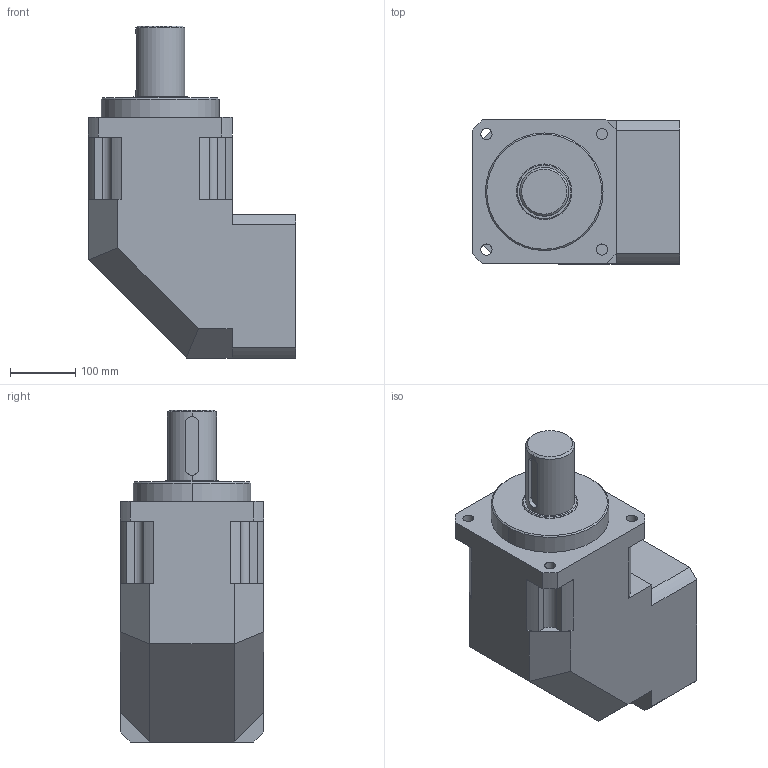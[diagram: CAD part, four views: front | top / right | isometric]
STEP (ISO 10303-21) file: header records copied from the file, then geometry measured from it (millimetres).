
FILE_DESCRIPTION (( 'STEP AP203' ), '1' );
FILE_NAME ('ABR220-L1-55-200-235.STEP', '2022-06-16T08:09:50', ( 'PC' ), ( 'Microsoft' ), 'SwSTEP 2.0', 'SolidWorks 2016', '' );
FILE_SCHEMA (( 'CONFIG_CONTROL_DESIGN' ));
Length unit declared in the file: millimetre
Products named in the file (1): ABR220-L1-55-200-235
Bounding box: 317.3 x 220 x 508.1 mm (x, y, z)
Volume: 19139123.9 mm3; surface area: 578108.4 mm2
Topology: 1 solids, 1 shells, 119 faces, 314 edges, 199 vertices
Faces by surface type: cylinder 53, plane 50, cone 16
Entity records: 3828 total; most frequent: CARTESIAN_POINT 737, DIRECTION 657, ORIENTED_EDGE 612, EDGE_CURVE 306, AXIS2_PLACEMENT_3D 239, VERTEX_POINT 199, VECTOR 179, LINE 179
